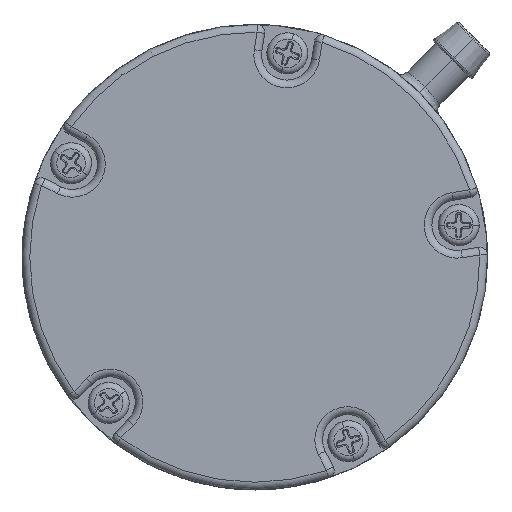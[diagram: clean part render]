
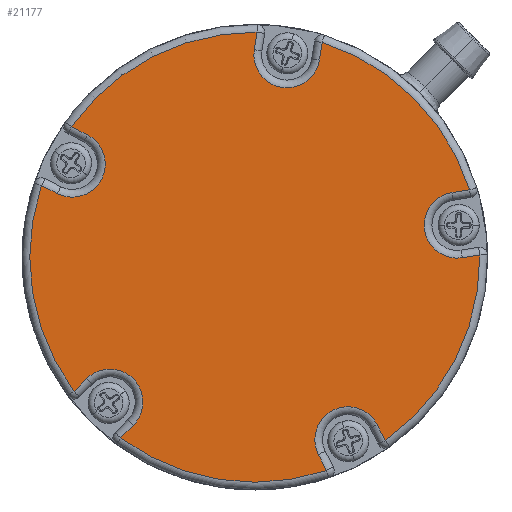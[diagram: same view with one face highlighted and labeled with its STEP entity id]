
A CAD part, front view. The second image highlights one B-rep face of the part: STEP entity #21177.
In plain terms, the highlighted planar face has unit normal (0, -1, 0).
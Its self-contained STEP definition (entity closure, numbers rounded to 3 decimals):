
#18343=DIRECTION('',(-0.988,0.,-0.156));
#18344=VECTOR('',#18343,2.287);
#18345=CARTESIAN_POINT('',(27.669,-57.2,8.685));
#18346=LINE('',#18345,#18344);
#18347=CARTESIAN_POINT('',(26.075,-57.2,4.13));
#18348=DIRECTION('',(0.,-1.,0.));
#18349=DIRECTION('',(-0.156,0.,0.988));
#18350=AXIS2_PLACEMENT_3D('',#18347,#18348,#18349);
#18352=DIRECTION('',(0.988,0.,0.156));
#18353=VECTOR('',#18352,2.287);
#18354=CARTESIAN_POINT('',(26.74,-57.2,-0.068));
#18355=LINE('',#18354,#18353);
#18356=CARTESIAN_POINT('',(0.,-57.2,0.));
#18357=DIRECTION('',(0.,1.,0.));
#18358=DIRECTION('',(1.,0.,0.01));
#18359=AXIS2_PLACEMENT_3D('',#18356,#18357,#18358);
#18361=DIRECTION('',(-0.454,0.,0.891));
#18362=VECTOR('',#18361,2.287);
#18363=CARTESIAN_POINT('',(16.81,-57.2,-23.631));
#18364=LINE('',#18363,#18362);
#18365=CARTESIAN_POINT('',(11.985,-57.2,-23.523));
#18366=DIRECTION('',(0.,-1.,0.));
#18367=DIRECTION('',(0.891,0.,0.454));
#18368=AXIS2_PLACEMENT_3D('',#18365,#18366,#18367);
#18370=DIRECTION('',(0.454,0.,-0.891));
#18371=VECTOR('',#18370,2.287);
#18372=CARTESIAN_POINT('',(8.199,-57.2,-25.452));
#18373=LINE('',#18372,#18371);
#18374=CARTESIAN_POINT('',(0.,-57.2,0.));
#18375=DIRECTION('',(0.,1.,0.));
#18376=DIRECTION('',(0.319,0.,-0.948));
#18377=AXIS2_PLACEMENT_3D('',#18374,#18375,#18376);
#18379=DIRECTION('',(0.707,0.,0.707));
#18380=VECTOR('',#18379,2.287);
#18381=CARTESIAN_POINT('',(-17.279,-57.2,-23.29));
#18382=LINE('',#18381,#18380);
#18383=CARTESIAN_POINT('',(-18.668,-57.2,-18.668));
#18384=DIRECTION('',(0.,-1.,0.));
#18385=DIRECTION('',(0.707,0.,-0.707));
#18386=AXIS2_PLACEMENT_3D('',#18383,#18384,#18385);
#18388=DIRECTION('',(-0.707,0.,
-0.707));
#18389=VECTOR('',#18388,2.287);
#18390=CARTESIAN_POINT('',(-21.673,-57.2,-15.662));
#18391=LINE('',#18390,#18389);
#18392=CARTESIAN_POINT('',(0.,-57.2,0.));
#18393=DIRECTION('',(0.,1.,0.));
#18394=DIRECTION('',(-0.803,0.,-0.596));
#18395=AXIS2_PLACEMENT_3D('',#18392,#18393,#18394);
#18397=DIRECTION('',(0.891,0.,-0.454));
#18398=VECTOR('',#18397,2.287);
#18399=CARTESIAN_POINT('',(-27.49,-57.2,9.237));
#18400=LINE('',#18399,#18398);
#18401=CARTESIAN_POINT('',(-23.523,-57.2,11.985));
#18402=DIRECTION('',(0.,-1.,0.));
#18403=DIRECTION('',(-0.454,0.,-0.891));
#18404=AXIS2_PLACEMENT_3D('',#18401,#18402,#18403);
#18406=DIRECTION('',(-0.891,0.,0.454));
#18407=VECTOR('',#18406,2.287);
#18408=CARTESIAN_POINT('',(-21.593,-57.2,15.772));
#18409=LINE('',#18408,#18407);
#18410=CARTESIAN_POINT('',(0.,-57.2,0.));
#18411=DIRECTION('',(0.,1.,0.));
#18412=DIRECTION('',(-0.815,0.,0.58));
#18413=AXIS2_PLACEMENT_3D('',#18410,#18411,#18412);
#18415=DIRECTION('',(-0.156,0.,
-0.988));
#18416=VECTOR('',#18415,2.287);
#18417=CARTESIAN_POINT('',(0.29,-57.2,28.999));
#18418=LINE('',#18417,#18416);
#18419=CARTESIAN_POINT('',(4.13,-57.2,26.075));
#18420=DIRECTION('',(0.,-1.,0.));
#18421=DIRECTION('',(-0.988,0.,0.156));
#18422=AXIS2_PLACEMENT_3D('',#18419,#18420,#18421);
#18424=DIRECTION('',(0.156,0.,0.988));
#18425=VECTOR('',#18424,2.287);
#18426=CARTESIAN_POINT('',(8.328,-57.2,25.41));
#18427=LINE('',#18426,#18425);
#18428=CARTESIAN_POINT('',(0.,-57.2,0.));
#18429=DIRECTION('',(0.,1.,0.));
#18430=DIRECTION('',(0.299,0.,0.954));
#18431=AXIS2_PLACEMENT_3D('',#18428,#18429,#18430);
#18820=CARTESIAN_POINT('',(27.669,-57.2,8.685));
#18821=VERTEX_POINT('',#18820);
#18826=CARTESIAN_POINT('',(25.41,-57.2,8.328));
#18827=VERTEX_POINT('',#18826);
#18830=CARTESIAN_POINT('',(26.74,-57.2,-0.068));
#18831=VERTEX_POINT('',#18830);
#18834=CARTESIAN_POINT('',(28.999,-57.2,0.29));
#18835=VERTEX_POINT('',#18834);
#18840=CARTESIAN_POINT('',(16.81,-57.2,-23.631));
#18841=VERTEX_POINT('',#18840);
#18846=CARTESIAN_POINT('',(15.772,-57.2,-21.593));
#18847=VERTEX_POINT('',#18846);
#18850=CARTESIAN_POINT('',(8.199,-57.2,-25.452));
#18851=VERTEX_POINT('',#18850);
#18854=CARTESIAN_POINT('',(9.237,-57.2,-27.49));
#18855=VERTEX_POINT('',#18854);
#18860=CARTESIAN_POINT('',(-17.279,-57.2,
-23.29));
#18861=VERTEX_POINT('',#18860);
#18866=CARTESIAN_POINT('',(-15.662,-57.2,-21.673));
#18867=VERTEX_POINT('',#18866);
#18870=CARTESIAN_POINT('',(-21.673,-57.2,
-15.662));
#18871=VERTEX_POINT('',#18870);
#18874=CARTESIAN_POINT('',(-23.29,-57.2,-17.279));
#18875=VERTEX_POINT('',#18874);
#18880=CARTESIAN_POINT('',(-27.49,-57.2,9.237));
#18881=VERTEX_POINT('',#18880);
#18886=CARTESIAN_POINT('',(-25.452,-57.2,8.199));
#18887=VERTEX_POINT('',#18886);
#18890=CARTESIAN_POINT('',(-21.593,-57.2,15.772));
#18891=VERTEX_POINT('',#18890);
#18894=CARTESIAN_POINT('',(-23.631,-57.2,16.81));
#18895=VERTEX_POINT('',#18894);
#18902=CARTESIAN_POINT('',(0.29,-57.2,28.999));
#18903=VERTEX_POINT('',#18902);
#18908=CARTESIAN_POINT('',(-0.068,-57.2,26.74));
#18909=VERTEX_POINT('',#18908);
#18912=CARTESIAN_POINT('',(8.328,-57.2,25.41));
#18913=VERTEX_POINT('',#18912);
#18914=CARTESIAN_POINT('',(8.685,-57.2,27.669));
#18915=VERTEX_POINT('',#18914);
#21150=CARTESIAN_POINT('',(0.118,-57.2,0.118));
#21151=DIRECTION('',(0.,1.,0.));
#21152=DIRECTION('',(-0.707,0.,0.707));
#21153=AXIS2_PLACEMENT_3D('',#21150,#21151,#21152);
#21154=PLANE('',#21153);
#21155=ORIENTED_EDGE('',*,*,#20391,.T.);
#21156=ORIENTED_EDGE('',*,*,#20432,.T.);
#21157=ORIENTED_EDGE('',*,*,#20447,.T.);
#21158=ORIENTED_EDGE('',*,*,#20501,.T.);
#21159=ORIENTED_EDGE('',*,*,#20555,.T.);
#21160=ORIENTED_EDGE('',*,*,#20596,.T.);
#21161=ORIENTED_EDGE('',*,*,#20611,.T.);
#21162=ORIENTED_EDGE('',*,*,#20665,.T.);
#21163=ORIENTED_EDGE('',*,*,#20719,.T.);
#21164=ORIENTED_EDGE('',*,*,#20760,.T.);
#21165=ORIENTED_EDGE('',*,*,#20775,.T.);
#21166=ORIENTED_EDGE('',*,*,#20829,.T.);
#21167=ORIENTED_EDGE('',*,*,#20883,.T.);
#21168=ORIENTED_EDGE('',*,*,#20924,.T.);
#21169=ORIENTED_EDGE('',*,*,#20939,.T.);
#21170=ORIENTED_EDGE('',*,*,#20995,.T.);
#21171=ORIENTED_EDGE('',*,*,#21051,.T.);
#21172=ORIENTED_EDGE('',*,*,#21092,.T.);
#21173=ORIENTED_EDGE('',*,*,#21107,.T.);
#21174=ORIENTED_EDGE('',*,*,#19107,.T.);
#21175=EDGE_LOOP('',(#21155,#21156,#21157,#21158,#21159,#21160,#21161,#21162,
#21163,#21164,#21165,#21166,#21167,#21168,#21169,#21170,#21171,#21172,#21173,
#21174));
#21176=FACE_OUTER_BOUND('',#21175,.F.);
#21177=ADVANCED_FACE('',(#21176),#21154,.F.);
#18351=CIRCLE('',#18350,4.25);
#18360=CIRCLE('',#18359,29.);
#18369=CIRCLE('',#18368,4.25);
#18378=CIRCLE('',#18377,29.);
#18387=CIRCLE('',#18386,4.25);
#18396=CIRCLE('',#18395,29.);
#18405=CIRCLE('',#18404,4.25);
#18414=CIRCLE('',#18413,29.);
#18423=CIRCLE('',#18422,4.25);
#18432=CIRCLE('',#18431,29.);
#19107=EDGE_CURVE('',#18915,#18821,#18432,.T.);
#20391=EDGE_CURVE('',#18821,#18827,#18346,.T.);
#20432=EDGE_CURVE('',#18827,#18831,#18351,.T.);
#20447=EDGE_CURVE('',#18831,#18835,#18355,.T.);
#20501=EDGE_CURVE('',#18835,#18841,#18360,.T.);
#20555=EDGE_CURVE('',#18841,#18847,#18364,.T.);
#20596=EDGE_CURVE('',#18847,#18851,#18369,.T.);
#20611=EDGE_CURVE('',#18851,#18855,#18373,.T.);
#20665=EDGE_CURVE('',#18855,#18861,#18378,.T.);
#20719=EDGE_CURVE('',#18861,#18867,#18382,.T.);
#20760=EDGE_CURVE('',#18867,#18871,#18387,.T.);
#20775=EDGE_CURVE('',#18871,#18875,#18391,.T.);
#20829=EDGE_CURVE('',#18875,#18881,#18396,.T.);
#20883=EDGE_CURVE('',#18881,#18887,#18400,.T.);
#20924=EDGE_CURVE('',#18887,#18891,#18405,.T.);
#20939=EDGE_CURVE('',#18891,#18895,#18409,.T.);
#20995=EDGE_CURVE('',#18895,#18903,#18414,.T.);
#21051=EDGE_CURVE('',#18903,#18909,#18418,.T.);
#21092=EDGE_CURVE('',#18909,#18913,#18423,.T.);
#21107=EDGE_CURVE('',#18913,#18915,#18427,.T.);
